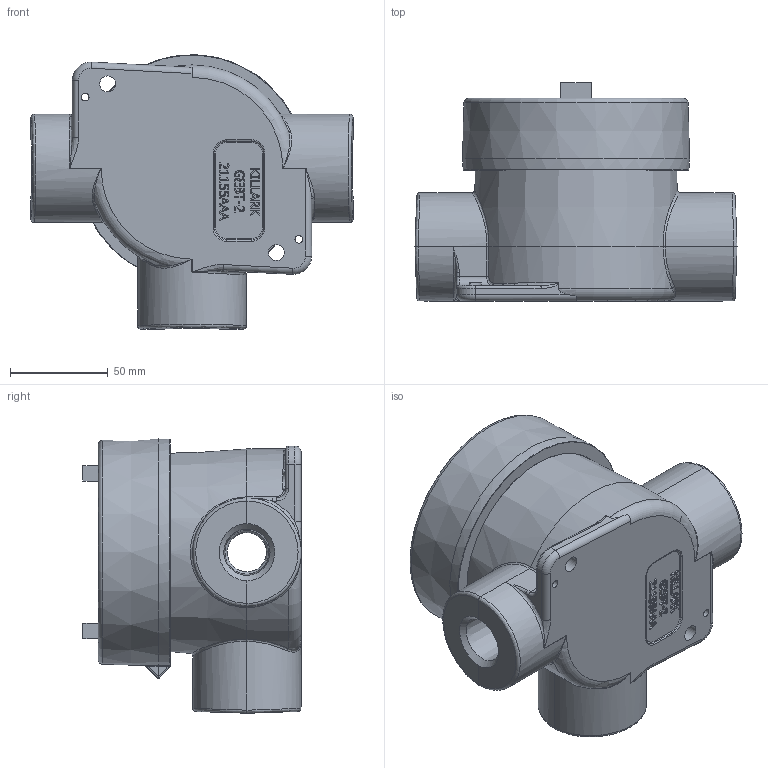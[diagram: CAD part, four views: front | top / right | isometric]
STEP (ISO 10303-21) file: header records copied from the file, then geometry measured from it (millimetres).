
FILE_DESCRIPTION(/* description */ (''),/* implementation_level */ '2;1');
FILE_NAME(/* name */ 'GEBT-2-EX.stp',/* time_stamp */ '2021-02-26T22:06:19+06:00',/* author */ ('lsugumaran'),/* organization */ (''),/* preprocessor_version */ 'ST-DEVELOPER v18',/* originating_system */ 'Autodesk Inventor 2020',/* authorisation */ '');
FILE_SCHEMA (('AUTOMOTIVE_DESIGN { 1 0 10303 214 3 1 1 }'));
Length unit declared in the file: metre
Products named in the file (3): GEBX-2; 21155; 23649AAAM
Assembly tree (2 placements, depth 2):
  GEBX-2
    21155
    23649AAAM
Bounding box: 165.1 x 111.89 x 140.73 mm (x, y, z)
Volume: 669885.9 mm3; surface area: 137861.6 mm2
Topology: 2 solids, 2 shells, 854 faces, 2245 edges, 1438 vertices
Faces by surface type: plane 415, bspline 258, cylinder 98, torus 57, cone 16, sphere 10
Full cylindrical faces by diameter (mm): 2.769 x2, 3.52 x1, 3.886 x2, 8.153 x2, 20.117 x3, 39.573 x3, 97.104 x1, 102.743 x1
Entity records: 58554 total; most frequent: CARTESIAN_POINT 38887, ORIENTED_EDGE 4452, DIRECTION 3348, EDGE_CURVE 2226, VERTEX_POINT 1425, LINE 1274, VECTOR 1274, AXIS2_PLACEMENT_3D 1037
